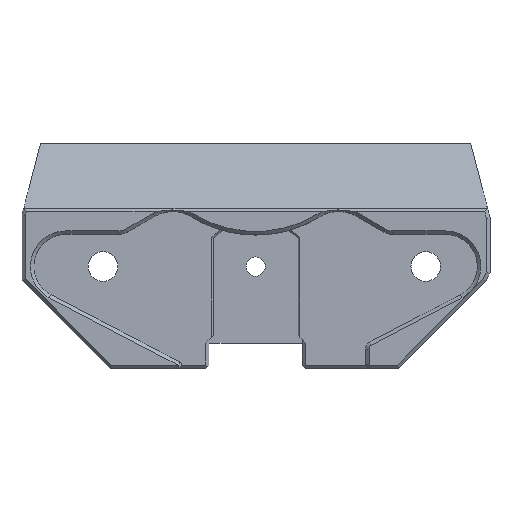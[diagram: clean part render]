
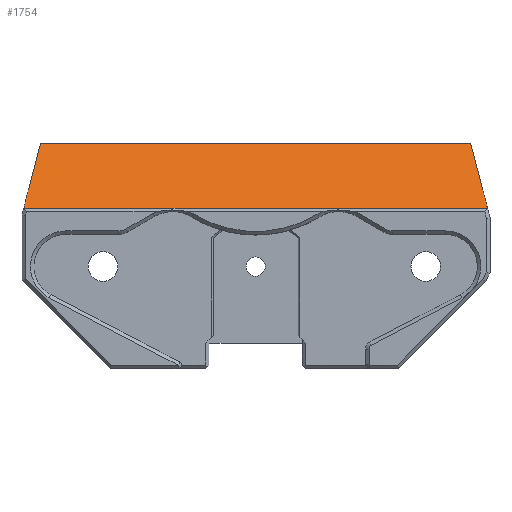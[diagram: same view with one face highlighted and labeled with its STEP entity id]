
A CAD part, top view. The second image highlights one B-rep face of the part: STEP entity #1754.
In plain terms, the highlighted planar face has unit normal (0, 0.705, 0.71).
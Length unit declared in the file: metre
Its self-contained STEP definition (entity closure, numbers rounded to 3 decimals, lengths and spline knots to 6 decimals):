
#118=ORIENTED_EDGE('',*,*,#634,.F.);
#119=ORIENTED_EDGE('',*,*,#635,.F.);
#120=ORIENTED_EDGE('',*,*,#636,.F.);
#121=ORIENTED_EDGE('',*,*,#637,.F.);
#634=EDGE_CURVE('',#892,#893,#1052,.T.);
#635=EDGE_CURVE('',#894,#892,#1053,.T.);
#636=EDGE_CURVE('',#895,#894,#1054,.T.);
#637=EDGE_CURVE('',#893,#895,#1055,.T.);
#892=VERTEX_POINT('',#2577);
#893=VERTEX_POINT('',#2578);
#894=VERTEX_POINT('',#2580);
#895=VERTEX_POINT('',#2582);
#1052=LINE('',#2576,#1252);
#1053=LINE('',#2579,#1253);
#1054=LINE('',#2581,#1254);
#1055=LINE('',#2583,#1255);
#1252=VECTOR('',#2053,1.);
#1253=VECTOR('',#2054,1.);
#1254=VECTOR('',#2055,1.);
#1255=VECTOR('',#2056,1.);
#1437=EDGE_LOOP('',(#118,#119,#120,#121));
#1557=FACE_BOUND('',#1437,.T.);
#1677=PLANE('',#1874);
#1754=ADVANCED_FACE('',(#1557),#1677,.F.);
#1874=AXIS2_PLACEMENT_3D('',#2575,#2051,#2052);
#2051=DIRECTION('',(0.,-0.705,-0.71));
#2052=DIRECTION('',(0.,-0.71,0.705));
#2053=DIRECTION('',(1.,0.,0.));
#2054=DIRECTION('',(0.181,0.698,-0.693));
#2055=DIRECTION('',(-1.,0.,0.));
#2056=DIRECTION('',(0.181,-0.698,0.693));
#2575=CARTESIAN_POINT('',(0.01013,0.010497,0.004803));
#2576=CARTESIAN_POINT('',(0.01013,0.014127,0.0012));
#2577=CARTESIAN_POINT('',(-0.024653,0.014127,0.0012));
#2578=CARTESIAN_POINT('',(0.024653,0.014127,0.0012));
#2579=CARTESIAN_POINT('',(-0.025088,0.012445,0.002869));
#2580=CARTESIAN_POINT('',(-0.026581,0.006673,0.0086));
#2581=CARTESIAN_POINT('',(0.01013,0.006673,0.0086));
#2582=CARTESIAN_POINT('',(0.026581,0.006673,0.0086));
#2583=CARTESIAN_POINT('',(0.025088,0.012445,0.002869));
